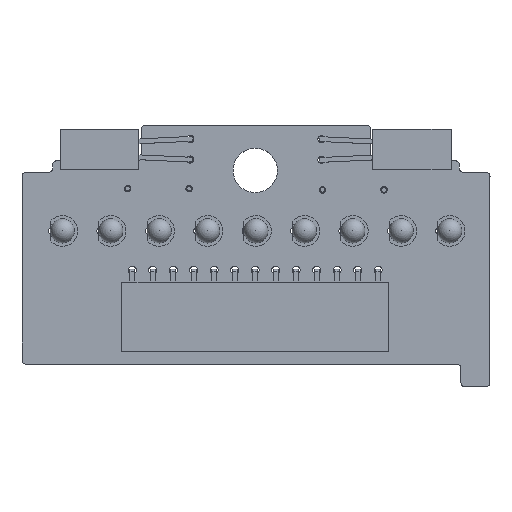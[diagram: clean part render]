
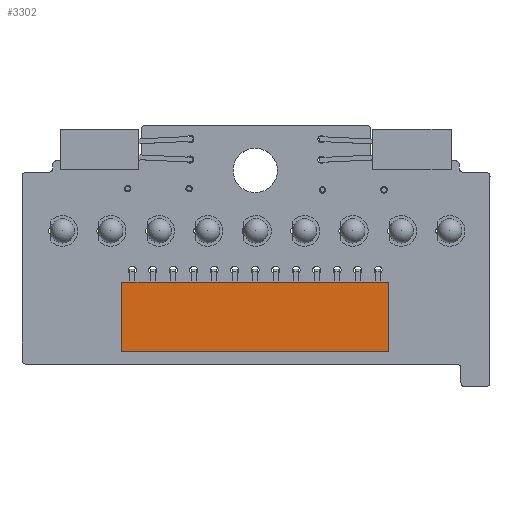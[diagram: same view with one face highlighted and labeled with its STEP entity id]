
A CAD part, top view. The second image highlights one B-rep face of the part: STEP entity #3302.
In plain terms, the highlighted planar face has unit normal (0, 0, 1).
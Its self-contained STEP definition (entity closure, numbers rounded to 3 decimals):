
#3302 = ADVANCED_FACE('',(#3303),#3337,.F.);
#3303 = FACE_BOUND('',#3304,.F.);
#3304 = EDGE_LOOP('',(#3305,#3315,#3323,#3331));
#3305 = ORIENTED_EDGE('',*,*,#3306,.T.);
#3306 = EDGE_CURVE('',#3307,#3309,#3311,.T.);
#3307 = VERTEX_POINT('',#3308);
#3308 = CARTESIAN_POINT('',(-1.52,-31.75,2.54));
#3309 = VERTEX_POINT('',#3310);
#3310 = CARTESIAN_POINT('',(-10.03,-31.75,2.54));
#3311 = LINE('',#3312,#3313);
#3312 = CARTESIAN_POINT('',(-1.52,-31.75,2.54));
#3313 = VECTOR('',#3314,1.);
#3314 = DIRECTION('',(-1.,0.,0.));
#3315 = ORIENTED_EDGE('',*,*,#3316,.T.);
#3316 = EDGE_CURVE('',#3309,#3317,#3319,.T.);
#3317 = VERTEX_POINT('',#3318);
#3318 = CARTESIAN_POINT('',(-10.03,1.27,2.54));
#3319 = LINE('',#3320,#3321);
#3320 = CARTESIAN_POINT('',(-10.03,-31.75,2.54));
#3321 = VECTOR('',#3322,1.);
#3322 = DIRECTION('',(0.,1.,0.));
#3323 = ORIENTED_EDGE('',*,*,#3324,.F.);
#3324 = EDGE_CURVE('',#3325,#3317,#3327,.T.);
#3325 = VERTEX_POINT('',#3326);
#3326 = CARTESIAN_POINT('',(-1.52,1.27,2.54));
#3327 = LINE('',#3328,#3329);
#3328 = CARTESIAN_POINT('',(-1.52,1.27,2.54));
#3329 = VECTOR('',#3330,1.);
#3330 = DIRECTION('',(-1.,0.,0.));
#3331 = ORIENTED_EDGE('',*,*,#3332,.F.);
#3332 = EDGE_CURVE('',#3307,#3325,#3333,.T.);
#3333 = LINE('',#3334,#3335);
#3334 = CARTESIAN_POINT('',(-1.52,-31.75,2.54));
#3335 = VECTOR('',#3336,1.);
#3336 = DIRECTION('',(0.,1.,0.));
#3337 = PLANE('',#3338);
#3338 = AXIS2_PLACEMENT_3D('',#3339,#3340,#3341);
#3339 = CARTESIAN_POINT('',(-1.52,-31.75,2.54));
#3340 = DIRECTION('',(0.,0.,-1.));
#3341 = DIRECTION('',(0.,1.,0.));
